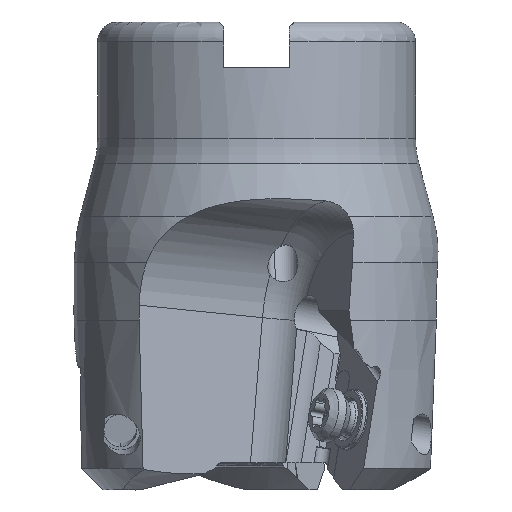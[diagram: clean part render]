
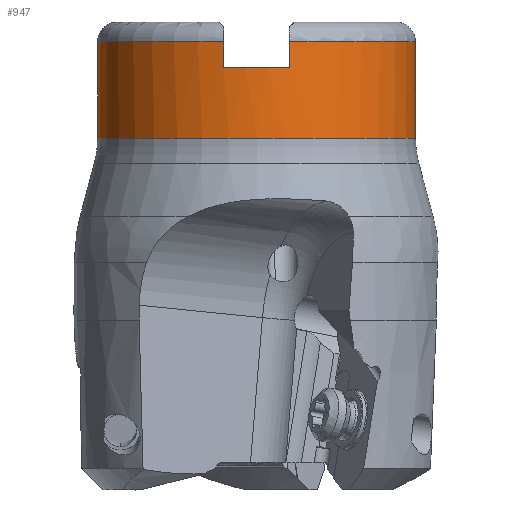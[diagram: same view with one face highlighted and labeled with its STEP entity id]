
A CAD part, front view. The second image highlights one B-rep face of the part: STEP entity #947.
In plain terms, the highlighted cylindrical face has radius 16 mm (diameter 32 mm), a partial arc.
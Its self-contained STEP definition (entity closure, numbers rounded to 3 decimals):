
#331=LINE('',#9824,#637);
#337=LINE('',#9842,#643);
#344=LINE('',#9949,#650);
#345=LINE('',#9950,#651);
#637=VECTOR('',#7218,1.);
#643=VECTOR('',#7238,1.);
#650=VECTOR('',#7279,1.);
#651=VECTOR('',#7280,1.);
#947=ADVANCED_FACE('',(#1381),#1218,.T.);
#1218=CYLINDRICAL_SURFACE('',#6367,16.);
#1381=FACE_OUTER_BOUND('',#1680,.T.);
#1680=EDGE_LOOP('',(#2588,#2589,#2590,#2591,#2592,#2593,#2594,#2595,#2596,
#2597));
#2588=ORIENTED_EDGE('',*,*,#5010,.F.);
#2589=ORIENTED_EDGE('',*,*,#5011,.F.);
#2590=ORIENTED_EDGE('',*,*,#5009,.F.);
#2591=ORIENTED_EDGE('',*,*,#5004,.F.);
#2592=ORIENTED_EDGE('',*,*,#5003,.F.);
#2593=ORIENTED_EDGE('',*,*,#4982,.T.);
#2594=ORIENTED_EDGE('',*,*,#4979,.F.);
#2595=ORIENTED_EDGE('',*,*,#4973,.T.);
#2596=ORIENTED_EDGE('',*,*,#4969,.F.);
#2597=ORIENTED_EDGE('',*,*,#5008,.F.);
#4269=VERTEX_POINT('',#9797);
#4270=VERTEX_POINT('',#9799);
#4272=VERTEX_POINT('',#9825);
#4275=VERTEX_POINT('',#9837);
#4277=VERTEX_POINT('',#9843);
#4291=VERTEX_POINT('',#9939);
#4292=VERTEX_POINT('',#9941);
#4294=VERTEX_POINT('',#9946);
#4295=VERTEX_POINT('',#9948);
#4296=VERTEX_POINT('',#9953);
#4969=EDGE_CURVE('',#4269,#4270,#5799,.T.);
#4973=EDGE_CURVE('',#4272,#4270,#331,.T.);
#4979=EDGE_CURVE('',#4272,#4275,#5802,.T.);
#4982=EDGE_CURVE('',#4277,#4275,#337,.T.);
#5003=EDGE_CURVE('',#4277,#4291,#5809,.T.);
#5004=EDGE_CURVE('',#4291,#4292,#5810,.T.);
#5008=EDGE_CURVE('',#4295,#4269,#344,.T.);
#5009=EDGE_CURVE('',#4292,#4294,#345,.T.);
#5010=EDGE_CURVE('',#4296,#4295,#5814,.T.);
#5011=EDGE_CURVE('',#4294,#4296,#5815,.T.);
#5799=CIRCLE('',#6337,16.);
#5802=CIRCLE('',#6345,16.);
#5809=CIRCLE('',#6358,16.);
#5810=CIRCLE('',#6359,16.);
#5814=CIRCLE('',#6365,16.);
#5815=CIRCLE('',#6366,16.);
#6337=AXIS2_PLACEMENT_3D('',#9798,#7211,#7212);
#6345=AXIS2_PLACEMENT_3D('',#9836,#7232,#7233);
#6358=AXIS2_PLACEMENT_3D('',#9938,#7267,#7268);
#6359=AXIS2_PLACEMENT_3D('',#9940,#7269,#7270);
#6365=AXIS2_PLACEMENT_3D('',#9952,#7283,#7284);
#6366=AXIS2_PLACEMENT_3D('',#9954,#7285,#7286);
#6367=AXIS2_PLACEMENT_3D('',#9955,#7287,#7288);
#7211=DIRECTION('',(0.,0.,1.));
#7212=DIRECTION('',(-1.,0.,0.));
#7218=DIRECTION('',(0.,0.,1.));
#7232=DIRECTION('',(0.,0.,1.));
#7233=DIRECTION('',(-0.206,-0.978,0.));
#7238=DIRECTION('',(0.,0.,-1.));
#7267=DIRECTION('',(0.,0.,1.));
#7268=DIRECTION('',(0.206,-0.978,0.));
#7269=DIRECTION('',(0.,0.,1.));
#7270=DIRECTION('',(1.,-0.001,0.));
#7279=DIRECTION('',(0.,0.,1.));
#7280=DIRECTION('',(0.,0.,-1.));
#7283=DIRECTION('',(0.,0.,-1.));
#7284=DIRECTION('',(-1.,-0.001,0.));
#7285=DIRECTION('',(0.,0.,-1.));
#7286=DIRECTION('',(1.,0.,0.));
#7287=DIRECTION('',(0.,0.,-1.));
#7288=DIRECTION('',(1.,0.,0.));
#9797=CARTESIAN_POINT('',(-16.,0.,-2.));
#9798=CARTESIAN_POINT('',(0.,0.,-2.));
#9799=CARTESIAN_POINT('',(-3.3,-15.656,-2.));
#9824=CARTESIAN_POINT('',(-3.3,-15.656,-4.6));
#9825=CARTESIAN_POINT('',(-3.3,-15.656,-4.6));
#9836=CARTESIAN_POINT('',(0.,0.,-4.6));
#9837=CARTESIAN_POINT('',(3.3,-15.656,-4.6));
#9842=CARTESIAN_POINT('',(3.3,-15.656,-2.));
#9843=CARTESIAN_POINT('',(3.3,-15.656,-2.));
#9938=CARTESIAN_POINT('',(0.,0.,-2.));
#9939=CARTESIAN_POINT('',(16.,-0.022,-2.));
#9940=CARTESIAN_POINT('',(0.,0.,-2.));
#9941=CARTESIAN_POINT('',(16.,0.,-2.));
#9946=CARTESIAN_POINT('',(16.,0.,-11.683));
#9948=CARTESIAN_POINT('',(-16.,0.,-11.683));
#9949=CARTESIAN_POINT('',(-16.,0.,-11.683));
#9950=CARTESIAN_POINT('',(16.,0.,-2.));
#9952=CARTESIAN_POINT('',(0.,0.,-11.683));
#9953=CARTESIAN_POINT('',(-16.,-0.015,-11.683));
#9954=CARTESIAN_POINT('',(0.,0.,-11.683));
#9955=CARTESIAN_POINT('',(0.,0.,-1.806));
